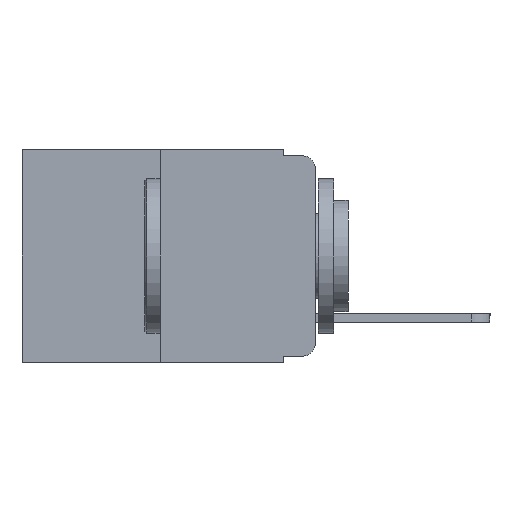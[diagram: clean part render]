
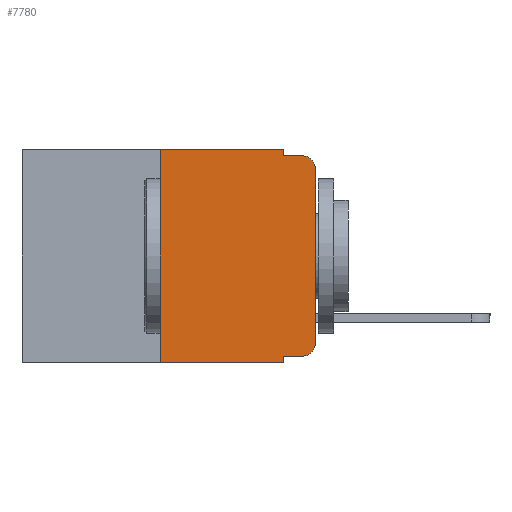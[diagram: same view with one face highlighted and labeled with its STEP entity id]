
A CAD part, left-side view. The second image highlights one B-rep face of the part: STEP entity #7780.
In plain terms, the highlighted planar face has unit normal (-1, 0, 0).
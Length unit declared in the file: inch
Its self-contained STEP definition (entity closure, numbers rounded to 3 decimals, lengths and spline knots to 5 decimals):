
#349 = PLANE ( 'NONE',  #3518 ) ;
#629 = EDGE_CURVE ( 'NONE', #2987, #6387, #4404, .T. ) ;
#1357 = DIRECTION ( 'NONE',  ( 0., 0., -1. ) ) ;
#1596 = VECTOR ( 'NONE', #3324, 39.37008 ) ;
#1932 = CARTESIAN_POINT ( 'NONE',  ( 0., 0.051, 0. ) ) ;
#2091 = LINE ( 'NONE', #12151, #10125 ) ;
#2210 = EDGE_CURVE ( 'NONE', #15919, #4794, #17386, .T. ) ;
#2974 = EDGE_CURVE ( 'NONE', #7494, #3437, #17361, .T. ) ;
#2987 = VERTEX_POINT ( 'NONE', #13861 ) ;
#2995 = EDGE_CURVE ( 'NONE', #3437, #13387, #6531, .T. ) ;
#3009 = DIRECTION ( 'NONE',  ( 0., 0., 1. ) ) ;
#3019 = EDGE_CURVE ( 'NONE', #3850, #13387, #2091, .T. ) ;
#3025 = EDGE_CURVE ( 'NONE', #6387, #3850, #9663, .T. ) ;
#3050 = EDGE_CURVE ( 'NONE', #15919, #2987, #11006, .T. ) ;
#3056 = EDGE_CURVE ( 'NONE', #6883, #4794, #5565, .T. ) ;
#3057 = EDGE_CURVE ( 'NONE', #6883, #17635, #9200, .T. ) ;
#3079 = EDGE_CURVE ( 'NONE', #17635, #7494, #15969, .T. ) ;
#3324 = DIRECTION ( 'NONE',  ( 0., 0., -1. ) ) ;
#3360 = CARTESIAN_POINT ( 'NONE',  ( 0., 0.051, -0.333 ) ) ;
#3437 = VERTEX_POINT ( 'NONE', #6850 ) ;
#3518 = AXIS2_PLACEMENT_3D ( 'NONE', #6475, #15877, #8059 ) ;
#3553 = DIRECTION ( 'NONE',  ( 0., -1., 0. ) ) ;
#3586 = EDGE_LOOP ( 'NONE', ( #5577, #5679, #5689, #5805, #5898, #6093, #6238, #6389, #6427, #6557 ) ) ;
#3850 = VERTEX_POINT ( 'NONE', #14343 ) ;
#4083 = DIRECTION ( 'NONE',  ( 0., -1., 0. ) ) ;
#4404 = LINE ( 'NONE', #15370, #14053 ) ;
#4794 = VERTEX_POINT ( 'NONE', #11208 ) ;
#5074 = VECTOR ( 'NONE', #1357, 39.37008 ) ;
#5565 = LINE ( 'NONE', #14860, #5074 ) ;
#5577 = ORIENTED_EDGE ( 'NONE', *, *, #2974, .T. ) ;
#5604 = CARTESIAN_POINT ( 'NONE',  ( 0., 0.02, -0.313 ) ) ;
#5679 = ORIENTED_EDGE ( 'NONE', *, *, #2995, .T. ) ;
#5689 = ORIENTED_EDGE ( 'NONE', *, *, #3019, .F. ) ;
#5805 = ORIENTED_EDGE ( 'NONE', *, *, #3025, .F. ) ;
#5898 = ORIENTED_EDGE ( 'NONE', *, *, #629, .F. ) ;
#6093 = ORIENTED_EDGE ( 'NONE', *, *, #3050, .F. ) ;
#6238 = ORIENTED_EDGE ( 'NONE', *, *, #2210, .T. ) ;
#6254 = AXIS2_PLACEMENT_3D ( 'NONE', #11008, #15231, #14144 ) ;
#6387 = VERTEX_POINT ( 'NONE', #8781 ) ;
#6389 = ORIENTED_EDGE ( 'NONE', *, *, #3056, .F. ) ;
#6427 = ORIENTED_EDGE ( 'NONE', *, *, #3057, .T. ) ;
#6475 = CARTESIAN_POINT ( 'NONE',  ( 0., 0.473, 0. ) ) ;
#6531 = CIRCLE ( 'NONE', #6254, 0.02 ) ;
#6557 = ORIENTED_EDGE ( 'NONE', *, *, #3079, .T. ) ;
#6825 = CARTESIAN_POINT ( 'NONE',  ( 0., 0., -0.313 ) ) ;
#6850 = CARTESIAN_POINT ( 'NONE',  ( 0., 0., -0.03 ) ) ;
#6883 = VERTEX_POINT ( 'NONE', #3360 ) ;
#7093 = CARTESIAN_POINT ( 'NONE',  ( 0., 0.25, 0. ) ) ;
#7297 = AXIS2_PLACEMENT_3D ( 'NONE', #5604, #15278, #14044 ) ;
#7494 = VERTEX_POINT ( 'NONE', #6825 ) ;
#7780 = ADVANCED_FACE ( 'NONE', ( #15928 ), #349, .F. ) ;
#8059 = DIRECTION ( 'NONE',  ( 0., 0., -1. ) ) ;
#8148 = CARTESIAN_POINT ( 'NONE',  ( 0., 0., 0. ) ) ;
#8781 = CARTESIAN_POINT ( 'NONE',  ( 0., 0.051, 0. ) ) ;
#9200 = LINE ( 'NONE', #13031, #15611 ) ;
#9276 = CARTESIAN_POINT ( 'NONE',  ( 0., 0.473, -0.343 ) ) ;
#9663 = LINE ( 'NONE', #1932, #1596 ) ;
#10118 = DIRECTION ( 'NONE',  ( 0., 0., 1. ) ) ;
#10125 = VECTOR ( 'NONE', #4083, 39.37008 ) ;
#10742 = CARTESIAN_POINT ( 'NONE',  ( 0., 0.25, -0.343 ) ) ;
#11006 = LINE ( 'NONE', #7093, #12820 ) ;
#11008 = CARTESIAN_POINT ( 'NONE',  ( 0., 0.02, -0.03 ) ) ;
#11041 = VECTOR ( 'NONE', #3553, 39.37008 ) ;
#11208 = CARTESIAN_POINT ( 'NONE',  ( 0., 0.051, -0.343 ) ) ;
#12151 = CARTESIAN_POINT ( 'NONE',  ( 0., 0.051, -0.01 ) ) ;
#12327 = DIRECTION ( 'NONE',  ( 0., -1., 0. ) ) ;
#12820 = VECTOR ( 'NONE', #3009, 39.37008 ) ;
#12930 = DIRECTION ( 'NONE',  ( 0., -1., 0. ) ) ;
#13031 = CARTESIAN_POINT ( 'NONE',  ( 0., 0.051, -0.333 ) ) ;
#13387 = VERTEX_POINT ( 'NONE', #14373 ) ;
#13861 = CARTESIAN_POINT ( 'NONE',  ( 0., 0.25, 0. ) ) ;
#13992 = VECTOR ( 'NONE', #10118, 39.37008 ) ;
#14044 = DIRECTION ( 'NONE',  ( 0., 0., -1. ) ) ;
#14053 = VECTOR ( 'NONE', #12930, 39.37008 ) ;
#14144 = DIRECTION ( 'NONE',  ( 0., 0., -1. ) ) ;
#14343 = CARTESIAN_POINT ( 'NONE',  ( 0., 0.051, -0.01 ) ) ;
#14373 = CARTESIAN_POINT ( 'NONE',  ( 0., 0.02, -0.01 ) ) ;
#14860 = CARTESIAN_POINT ( 'NONE',  ( 0., 0.051, 0. ) ) ;
#15231 = DIRECTION ( 'NONE',  ( -1., 0., 0. ) ) ;
#15278 = DIRECTION ( 'NONE',  ( -1., 0., 0. ) ) ;
#15370 = CARTESIAN_POINT ( 'NONE',  ( 0., 0.473, 0. ) ) ;
#15611 = VECTOR ( 'NONE', #12327, 39.37008 ) ;
#15877 = DIRECTION ( 'NONE',  ( 1., 0., 0. ) ) ;
#15919 = VERTEX_POINT ( 'NONE', #10742 ) ;
#15928 = FACE_OUTER_BOUND ( 'NONE', #3586, .T. ) ;
#15969 = CIRCLE ( 'NONE', #7297, 0.02 ) ;
#16478 = CARTESIAN_POINT ( 'NONE',  ( 0., 0.02, -0.333 ) ) ;
#17361 = LINE ( 'NONE', #8148, #13992 ) ;
#17386 = LINE ( 'NONE', #9276, #11041 ) ;
#17635 = VERTEX_POINT ( 'NONE', #16478 ) ;
